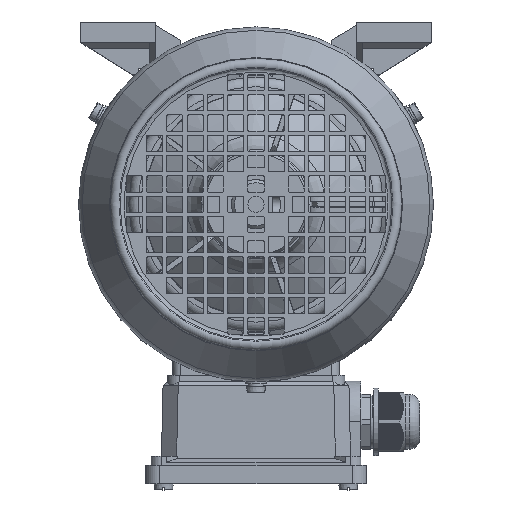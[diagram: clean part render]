
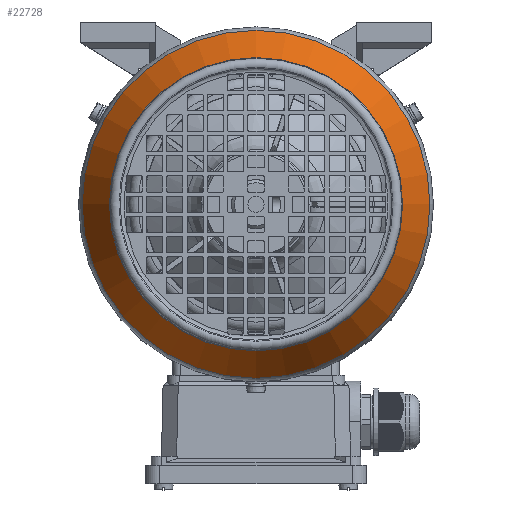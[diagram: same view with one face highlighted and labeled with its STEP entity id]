
A CAD part, top view. The second image highlights one B-rep face of the part: STEP entity #22728.
In plain terms, the highlighted conical face has half-angle 30 degrees and reference radius 85.758 mm.
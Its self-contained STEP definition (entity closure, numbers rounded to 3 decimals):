
#1049=CONICAL_SURFACE('',#83265,85.758,30.);
#22728=ADVANCED_FACE('',(#29221,#29222),#1049,.T.);
#29221=FACE_BOUND('',#31979,.T.);
#29222=FACE_BOUND('',#31980,.T.);
#31979=EDGE_LOOP('',(#44383));
#31980=EDGE_LOOP('',(#44384));
#44383=ORIENTED_EDGE('',*,*,#70775,.T.);
#44384=ORIENTED_EDGE('',*,*,#70774,.F.);
#61676=VERTEX_POINT('',#126061);
#61677=VERTEX_POINT('',#126064);
#70774=EDGE_CURVE('',#61676,#61676,#78799,.T.);
#70775=EDGE_CURVE('',#61677,#61677,#78800,.T.);
#78799=CIRCLE('',#83262,85.758);
#78800=CIRCLE('',#83264,72.283);
#83262=AXIS2_PLACEMENT_3D('',#126060,#96522,#96523);
#83264=AXIS2_PLACEMENT_3D('',#126063,#96526,#96527);
#83265=AXIS2_PLACEMENT_3D('',#126065,#96528,#96529);
#96522=DIRECTION('',(0.,0.,-1.));
#96523=DIRECTION('',(1.,0.,0.));
#96526=DIRECTION('',(0.,0.,-1.));
#96527=DIRECTION('',(1.,0.,0.));
#96528=DIRECTION('',(0.,0.,-1.));
#96529=DIRECTION('',(1.,0.,0.));
#126060=CARTESIAN_POINT('',(0.,0.,199.974));
#126061=CARTESIAN_POINT('',(85.758,0.,199.974));
#126063=CARTESIAN_POINT('',(0.,0.,223.313));
#126064=CARTESIAN_POINT('',(72.283,0.,223.313));
#126065=CARTESIAN_POINT('',(0.,0.,199.974));
